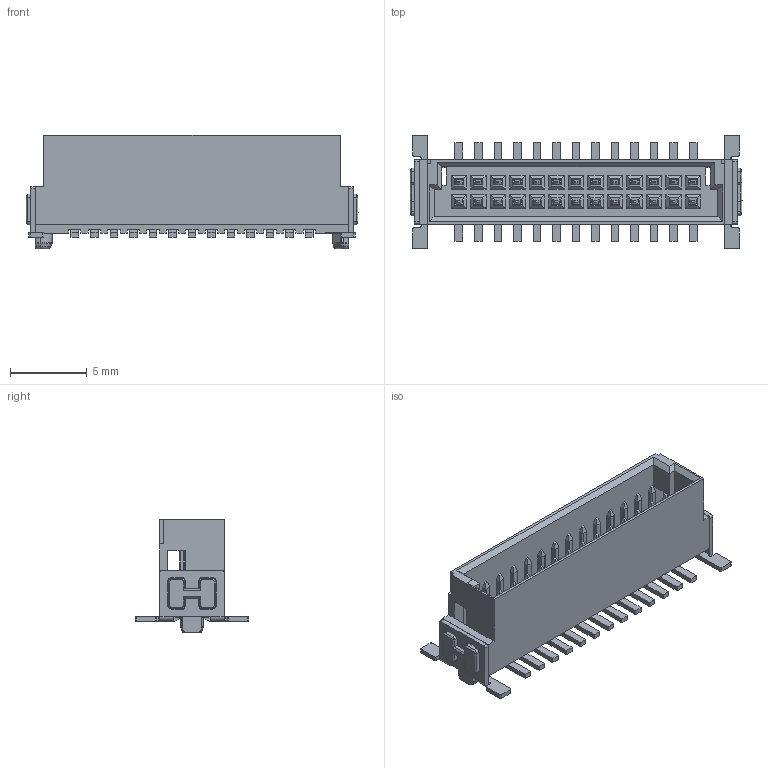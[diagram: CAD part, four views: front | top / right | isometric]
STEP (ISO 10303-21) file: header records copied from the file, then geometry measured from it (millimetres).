
FILE_DESCRIPTION(('CATIA V5 STEP Exchange','CAx-IF Rec.Pracs.--- Model Styling and Organization---1.4--- 2014-01-23'),'2;1');
FILE_NAME ('D1463891_0_2747010000_2747010000.stp','2020-10-05T13:07:28+00:00',('none'),('Weidmueller'),'CATIA Version 5-6 Release 2016 SP3 HF44','CATIA V5 STEP AP214','none');
FILE_SCHEMA(('AUTOMOTIVE_DESIGN { 1 0 10303 214 1 1 1 1 }'));
Products named in the file (1): 2747010000
Bounding box: 21.59 x 7.38 x 7.38 mm (x, y, z)
Volume: 239.3 mm3; surface area: 1026.9 mm2
Topology: 1 solids, 1 shells, 1423 faces, 3866 edges, 2505 vertices
Faces by surface type: plane 911, cylinder 328, bspline 90, torus 69, cone 25
Entity records: 52832 total; most frequent: CARTESIAN_POINT 19515, ORIENTED_EDGE 7724, DIRECTION 5180, EDGE_CURVE 3862, VECTOR 2697, LINE 2697, VERTEX_POINT 2506, AXIS2_PLACEMENT_3D 1545
